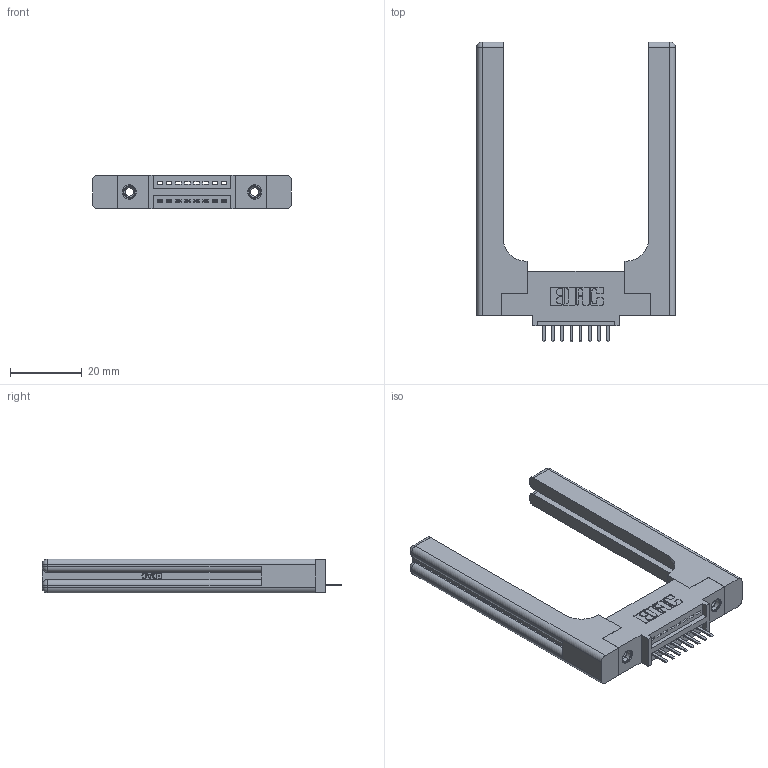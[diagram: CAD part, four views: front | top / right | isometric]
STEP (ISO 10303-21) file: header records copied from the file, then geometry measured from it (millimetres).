
FILE_DESCRIPTION (( 'STEP AP203' ), '1' );
FILE_NAME ('345-008-520-458.STEP', '2019-10-03T18:17:44', ( '' ), ( '' ), 'SwSTEP 2.0', 'SolidWorks 2016', '' );
FILE_SCHEMA (( 'CONFIG_CONTROL_DESIGN' ));
Length unit declared in the file: inch
Products named in the file (5): 345-250-001_345-250-001-102; 345-008-520-458; 345-220-058_345-220-058; 345 Part_0.110 Offset - 0.156 Dia-TH; 345-292-001_345-293-120
Assembly tree (13 placements, depth 2):
  345-008-520-458
    345 Part_0.110 Offset - 0.156 Dia-TH
    345-292-001_345-293-120  x8
    345-250-001_345-250-001-102  x2
    345-220-058_345-220-058  x2
Bounding box: 55.35 x 83.44 x 9.4 mm (x, y, z)
Volume: 13386.9 mm3; surface area: 11337.8 mm2
Topology: 13 solids, 13 shells, 882 faces, 2491 edges, 1618 vertices
Faces by surface type: plane 568, cylinder 254, bspline 36, cone 12, sphere 8, torus 4
Entity records: 16026 total; most frequent: CARTESIAN_POINT 3761, ORIENTED_EDGE 2488, DIRECTION 2268, EDGE_CURVE 1244, VECTOR 984, LINE 984, VERTEX_POINT 818, AXIS2_PLACEMENT_3D 642
